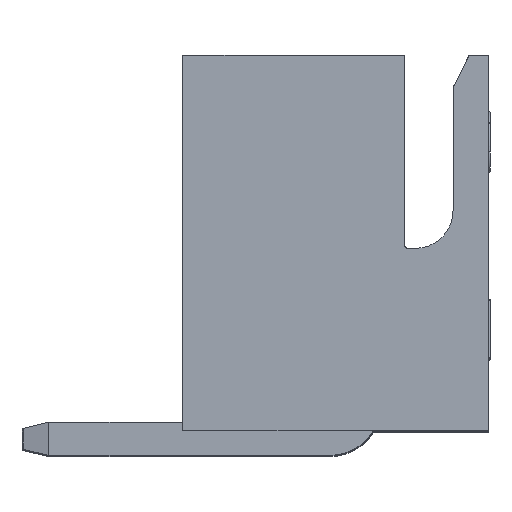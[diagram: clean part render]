
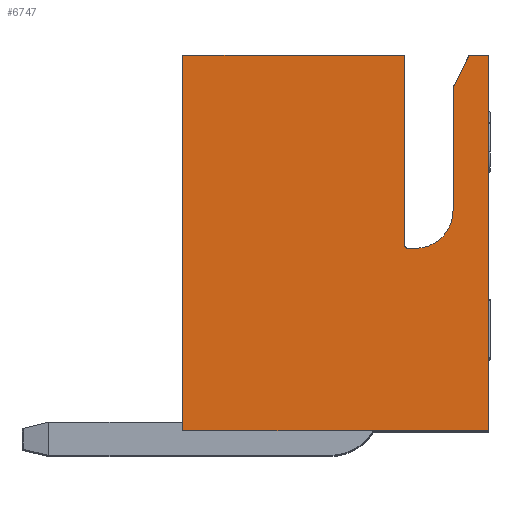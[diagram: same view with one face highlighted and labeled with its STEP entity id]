
A CAD part, top view. The second image highlights one B-rep face of the part: STEP entity #6747.
In plain terms, the highlighted planar face has unit normal (0, 0, 1).
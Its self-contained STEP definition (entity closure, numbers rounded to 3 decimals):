
#478=PLANE('',#7208);
#848=FACE_OUTER_BOUND('',#1228,.T.);
#1228=EDGE_LOOP('',(#5789,#5790,#5791,#5792,#5793,#5794,#5795,#5796,#5797,
#5798,#5799));
#1306=CIRCLE('',#7149,0.05);
#1315=CIRCLE('',#7207,0.7);
#1697=LINE('',#12086,#2360);
#1705=LINE('',#12101,#2368);
#1802=LINE('',#12652,#2465);
#1843=LINE('',#12747,#2506);
#1847=LINE('',#12765,#2510);
#1852=LINE('',#12774,#2515);
#1945=LINE('',#12969,#2608);
#1949=LINE('',#12983,#2612);
#1950=LINE('',#12984,#2613);
#2360=VECTOR('',#8230,10.);
#2368=VECTOR('',#8240,10.);
#2465=VECTOR('',#8407,10.);
#2506=VECTOR('',#8474,10.);
#2510=VECTOR('',#8494,10.);
#2515=VECTOR('',#8505,10.);
#2608=VECTOR('',#8690,10.);
#2612=VECTOR('',#8710,10.);
#2613=VECTOR('',#8711,10.);
#2995=VERTEX_POINT('',#12083);
#2996=VERTEX_POINT('',#12085);
#3002=VERTEX_POINT('',#12099);
#3080=VERTEX_POINT('',#12649);
#3081=VERTEX_POINT('',#12651);
#3121=VERTEX_POINT('',#12744);
#3122=VERTEX_POINT('',#12746);
#3126=VERTEX_POINT('',#12758);
#3128=VERTEX_POINT('',#12764);
#3185=VERTEX_POINT('',#12967);
#3187=VERTEX_POINT('',#12982);
#3776=EDGE_CURVE('',#2996,#2995,#1697,.T.);
#3784=EDGE_CURVE('',#3002,#2995,#1705,.T.);
#3916=EDGE_CURVE('',#3081,#3080,#1802,.T.);
#3963=EDGE_CURVE('',#3122,#3121,#1843,.T.);
#3969=EDGE_CURVE('',#2996,#3126,#1306,.T.);
#3972=EDGE_CURVE('',#3128,#3126,#1847,.T.);
#3977=EDGE_CURVE('',#3122,#3080,#1852,.T.);
#4075=EDGE_CURVE('',#3121,#3185,#1945,.T.);
#4081=EDGE_CURVE('',#3185,#3128,#1315,.T.);
#4082=EDGE_CURVE('',#3187,#3002,#1949,.T.);
#4083=EDGE_CURVE('',#3187,#3081,#1950,.T.);
#5789=ORIENTED_EDGE('',*,*,#3963,.T.);
#5790=ORIENTED_EDGE('',*,*,#4075,.T.);
#5791=ORIENTED_EDGE('',*,*,#4081,.T.);
#5792=ORIENTED_EDGE('',*,*,#3972,.T.);
#5793=ORIENTED_EDGE('',*,*,#3969,.F.);
#5794=ORIENTED_EDGE('',*,*,#3776,.T.);
#5795=ORIENTED_EDGE('',*,*,#3784,.F.);
#5796=ORIENTED_EDGE('',*,*,#4082,.F.);
#5797=ORIENTED_EDGE('',*,*,#4083,.T.);
#5798=ORIENTED_EDGE('',*,*,#3916,.T.);
#5799=ORIENTED_EDGE('',*,*,#3977,.F.);
#6747=ADVANCED_FACE('',(#848),#478,.T.);
#7149=AXIS2_PLACEMENT_3D('',#12759,#8487,#8488);
#7207=AXIS2_PLACEMENT_3D('',#12980,#8706,#8707);
#7208=AXIS2_PLACEMENT_3D('',#12981,#8708,#8709);
#8230=DIRECTION('',(0.,1.,0.));
#8240=DIRECTION('',(1.,0.,0.));
#8407=DIRECTION('',(0.,1.,0.));
#8474=DIRECTION('',(-0.447,-0.894,0.));
#8487=DIRECTION('center_axis',(0.,0.,1.));
#8488=DIRECTION('ref_axis',(-0.707,-0.707,0.));
#8494=DIRECTION('',(-1.,0.,0.));
#8505=DIRECTION('',(1.,0.,0.));
#8690=DIRECTION('',(0.,-1.,0.));
#8706=DIRECTION('center_axis',(0.,0.,-1.));
#8707=DIRECTION('ref_axis',(0.,-1.,0.));
#8708=DIRECTION('center_axis',(0.,0.,1.));
#8709=DIRECTION('ref_axis',(1.,0.,0.));
#8710=DIRECTION('',(0.,1.,0.));
#8711=DIRECTION('',(1.,0.,0.));
#12083=CARTESIAN_POINT('',(1.29,7.,8.98));
#12085=CARTESIAN_POINT('',(1.29,3.45,8.98));
#12086=CARTESIAN_POINT('',(1.29,1.7,8.98));
#12099=CARTESIAN_POINT('',(-2.85,7.,8.98));
#12101=CARTESIAN_POINT('',(-2.85,7.,8.98));
#12649=CARTESIAN_POINT('',(2.85,7.,8.98));
#12651=CARTESIAN_POINT('',(2.85,0.,8.98));
#12652=CARTESIAN_POINT('',(2.85,0.,8.98));
#12744=CARTESIAN_POINT('',(2.19,6.4,8.98));
#12746=CARTESIAN_POINT('',(2.49,7.,8.98));
#12747=CARTESIAN_POINT('',(0.556,3.132,8.98));
#12758=CARTESIAN_POINT('',(1.34,3.4,8.98));
#12759=CARTESIAN_POINT('Origin',(1.34,3.45,8.98));
#12764=CARTESIAN_POINT('',(1.49,3.4,8.98));
#12765=CARTESIAN_POINT('',(-0.68,3.4,8.98));
#12774=CARTESIAN_POINT('',(-2.85,7.,8.98));
#12967=CARTESIAN_POINT('',(2.19,4.1,8.98));
#12969=CARTESIAN_POINT('',(2.19,3.5,8.98));
#12980=CARTESIAN_POINT('Origin',(1.49,4.1,8.98));
#12981=CARTESIAN_POINT('Origin',(-2.85,0.,8.98));
#12982=CARTESIAN_POINT('',(-2.85,0.,8.98));
#12983=CARTESIAN_POINT('',(-2.85,0.,8.98));
#12984=CARTESIAN_POINT('',(-2.85,0.,8.98));
